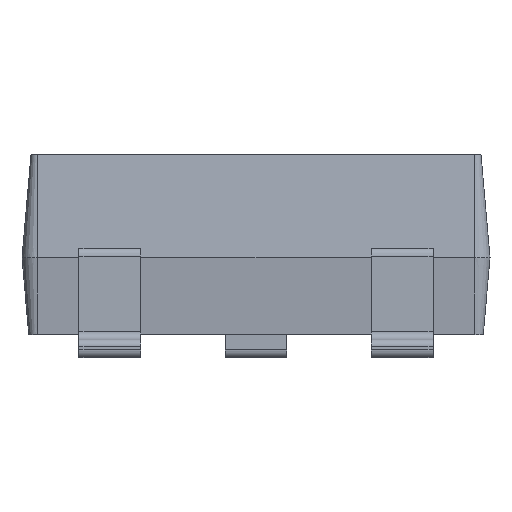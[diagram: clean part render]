
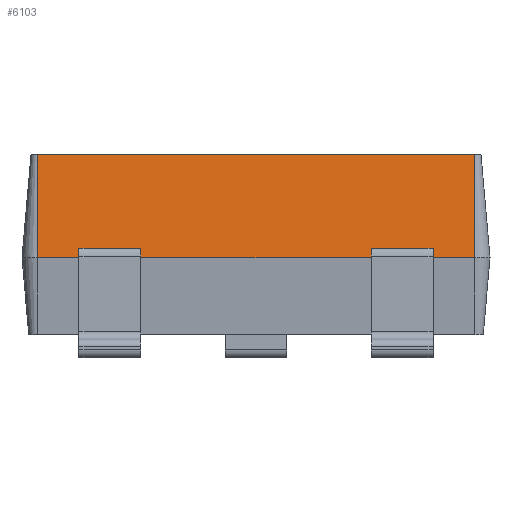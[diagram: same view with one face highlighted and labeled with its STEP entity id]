
A CAD part, left-side view. The second image highlights one B-rep face of the part: STEP entity #6103.
In plain terms, the highlighted planar face has unit normal (-0.996, 0, 0.087).
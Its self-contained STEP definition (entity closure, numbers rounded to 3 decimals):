
#156 = VERTEX_POINT('',#157);
#157 = CARTESIAN_POINT('',(-1.05,-1.41,0.675));
#189 = VERTEX_POINT('',#190);
#190 = CARTESIAN_POINT('',(-1.05,-0.74,0.675));
#196 = EDGE_CURVE('',#197,#189,#199,.T.);
#197 = VERTEX_POINT('',#198);
#198 = CARTESIAN_POINT('',(-1.05,0.76,0.675));
#199 = LINE('',#200,#201);
#200 = CARTESIAN_POINT('',(-1.05,-1.41,0.675));
#201 = VECTOR('',#202,1.);
#202 = DIRECTION('',(0.,-1.,0.));
#221 = VERTEX_POINT('',#222);
#222 = CARTESIAN_POINT('',(-1.05,1.16,0.675));
#228 = EDGE_CURVE('',#229,#221,#231,.T.);
#229 = VERTEX_POINT('',#230);
#230 = CARTESIAN_POINT('',(-1.05,1.43,0.675));
#231 = LINE('',#232,#233);
#232 = CARTESIAN_POINT('',(-1.05,-1.41,0.675));
#233 = VECTOR('',#234,1.);
#234 = DIRECTION('',(0.,-1.,0.));
#244 = EDGE_CURVE('',#245,#156,#247,.T.);
#245 = VERTEX_POINT('',#246);
#246 = CARTESIAN_POINT('',(-1.05,-1.14,0.675));
#247 = LINE('',#248,#249);
#248 = CARTESIAN_POINT('',(-1.05,-1.41,0.675));
#249 = VECTOR('',#250,1.);
#250 = DIRECTION('',(0.,-1.,0.));
#446 = VERTEX_POINT('',#447);
#447 = CARTESIAN_POINT('',(-0.991,-1.41,1.345));
#454 = EDGE_CURVE('',#156,#446,#455,.T.);
#455 = LINE('',#456,#457);
#456 = CARTESIAN_POINT('',(-1.05,-1.41,0.675));
#457 = VECTOR('',#458,1.);
#458 = DIRECTION('',(0.087,0.,
    0.996));
#482 = VERTEX_POINT('',#483);
#483 = CARTESIAN_POINT('',(-1.045,-0.74,0.735));
#489 = EDGE_CURVE('',#189,#482,#490,.T.);
#490 = LINE('',#491,#492);
#491 = CARTESIAN_POINT('',(-1.05,-0.74,0.675));
#492 = VECTOR('',#493,1.);
#493 = DIRECTION('',(0.087,0.,
    0.996));
#622 = VERTEX_POINT('',#623);
#623 = CARTESIAN_POINT('',(-1.045,-1.14,0.735));
#723 = EDGE_CURVE('',#622,#245,#724,.T.);
#724 = LINE('',#725,#726);
#725 = CARTESIAN_POINT('',(-1.05,-1.14,0.675));
#726 = VECTOR('',#727,1.);
#727 = DIRECTION('',(-0.087,0.,
    -0.996));
#749 = VERTEX_POINT('',#750);
#750 = CARTESIAN_POINT('',(-1.045,1.16,0.735));
#756 = EDGE_CURVE('',#221,#749,#757,.T.);
#757 = LINE('',#758,#759);
#758 = CARTESIAN_POINT('',(-1.05,1.16,0.675));
#759 = VECTOR('',#760,1.);
#760 = DIRECTION('',(0.087,0.,
    0.996));
#889 = VERTEX_POINT('',#890);
#890 = CARTESIAN_POINT('',(-1.045,0.76,0.735));
#990 = EDGE_CURVE('',#889,#197,#991,.T.);
#991 = LINE('',#992,#993);
#992 = CARTESIAN_POINT('',(-1.05,0.76,0.675));
#993 = VECTOR('',#994,1.);
#994 = DIRECTION('',(-0.087,0.,
    -0.996));
#1005 = VERTEX_POINT('',#1006);
#1006 = CARTESIAN_POINT('',(-0.991,1.43,1.345));
#1022 = EDGE_CURVE('',#1005,#229,#1023,.T.);
#1023 = LINE('',#1024,#1025);
#1024 = CARTESIAN_POINT('',(-1.05,1.43,0.675));
#1025 = VECTOR('',#1026,1.);
#1026 = DIRECTION('',(-0.087,0.,
    -0.996));
#2454 = EDGE_CURVE('',#1005,#446,#2455,.T.);
#2455 = LINE('',#2456,#2457);
#2456 = CARTESIAN_POINT('',(-0.991,-1.41,1.345));
#2457 = VECTOR('',#2458,1.);
#2458 = DIRECTION('',(0.,-1.,0.));
#2476 = EDGE_CURVE('',#482,#622,#2477,.T.);
#2477 = LINE('',#2478,#2479);
#2478 = CARTESIAN_POINT('',(-1.045,-1.09,0.735));
#2479 = VECTOR('',#2480,1.);
#2480 = DIRECTION('',(0.,-1.,0.));
#2680 = EDGE_CURVE('',#749,#889,#2681,.T.);
#2681 = LINE('',#2682,#2683);
#2682 = CARTESIAN_POINT('',(-1.045,0.61,0.735));
#2683 = VECTOR('',#2684,1.);
#2684 = DIRECTION('',(0.,-1.,0.));
#6103 = ADVANCED_FACE('',(#6104),#6118,.T.);
#6104 = FACE_BOUND('',#6105,.T.);
#6105 = EDGE_LOOP('',(#6106,#6107,#6108,#6109,#6110,#6111,#6112,#6113,
    #6114,#6115,#6116,#6117));
#6106 = ORIENTED_EDGE('',*,*,#489,.T.);
#6107 = ORIENTED_EDGE('',*,*,#2476,.T.);
#6108 = ORIENTED_EDGE('',*,*,#723,.T.);
#6109 = ORIENTED_EDGE('',*,*,#244,.T.);
#6110 = ORIENTED_EDGE('',*,*,#454,.T.);
#6111 = ORIENTED_EDGE('',*,*,#2454,.F.);
#6112 = ORIENTED_EDGE('',*,*,#1022,.T.);
#6113 = ORIENTED_EDGE('',*,*,#228,.T.);
#6114 = ORIENTED_EDGE('',*,*,#756,.T.);
#6115 = ORIENTED_EDGE('',*,*,#2680,.T.);
#6116 = ORIENTED_EDGE('',*,*,#990,.T.);
#6117 = ORIENTED_EDGE('',*,*,#196,.T.);
#6118 = PLANE('',#6119);
#6119 = AXIS2_PLACEMENT_3D('',#6120,#6121,#6122);
#6120 = CARTESIAN_POINT('',(-1.05,-1.41,0.675));
#6121 = DIRECTION('',(-0.996,0.,
    0.087));
#6122 = DIRECTION('',(0.087,0.,
    0.996));
